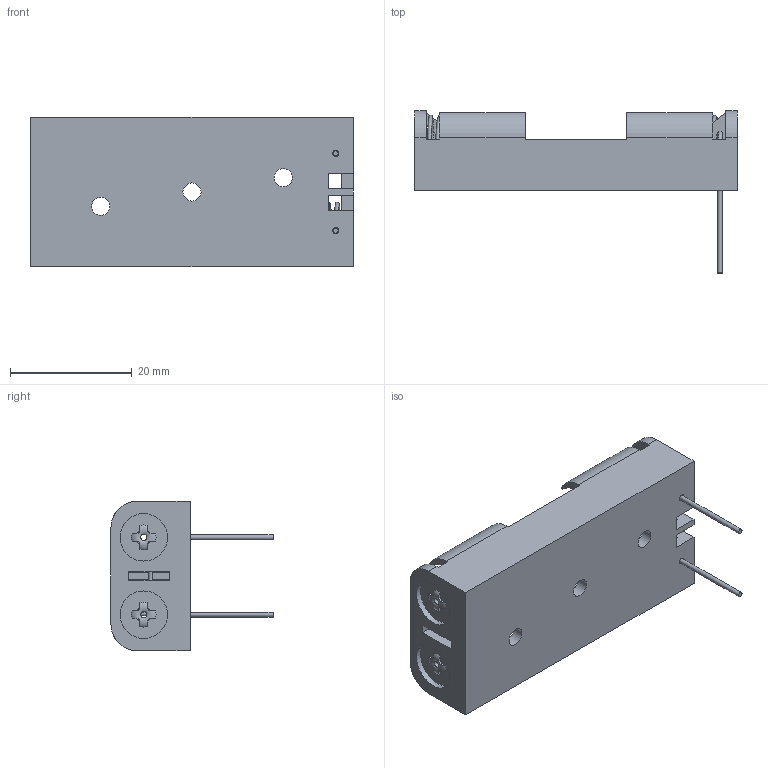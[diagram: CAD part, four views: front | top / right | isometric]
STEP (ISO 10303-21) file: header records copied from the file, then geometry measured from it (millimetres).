
FILE_DESCRIPTION (( 'STEP AP214' ), '1' );
FILE_NAME ('2468.STEP', '2022-03-09T15:48:45', ( '' ), ( '' ), 'SwSTEP 2.0', 'SolidWorks 2013', '' );
FILE_SCHEMA (( 'AUTOMOTIVE_DESIGN' ));
Length unit declared in the file: inch
Products named in the file (1): 2468
Bounding box: 52.98 x 26.62 x 24.59 mm (x, y, z)
Volume: 4595.4 mm3; surface area: 7243.5 mm2
Topology: 9 solids, 9 shells, 543 faces, 1446 edges, 960 vertices
Faces by surface type: plane 401, bspline 77, cylinder 51, torus 14
Full cylindrical faces by diameter (mm): 0.813 x2, 1.016 x2, 1.024 x4, 1.778 x4, 2.5 x4, 2.997 x3, 7.8 x4
Entity records: 29567 total; most frequent: CARTESIAN_POINT 9481, ORIENTED_EDGE 2778, DIRECTION 2279, EDGE_CURVE 1389, VECTOR 1081, LINE 1081, VERTEX_POINT 948, EDGE_LOOP 661
